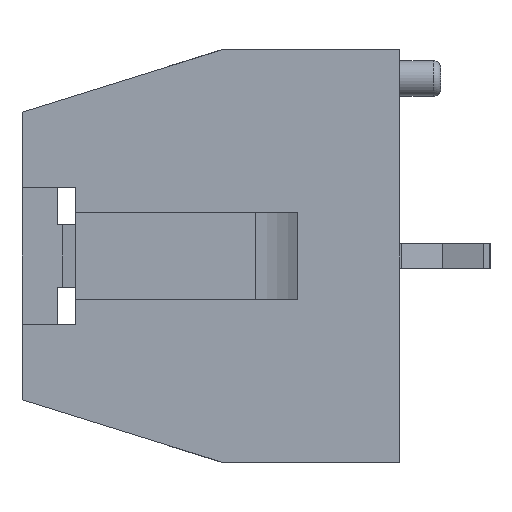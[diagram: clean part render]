
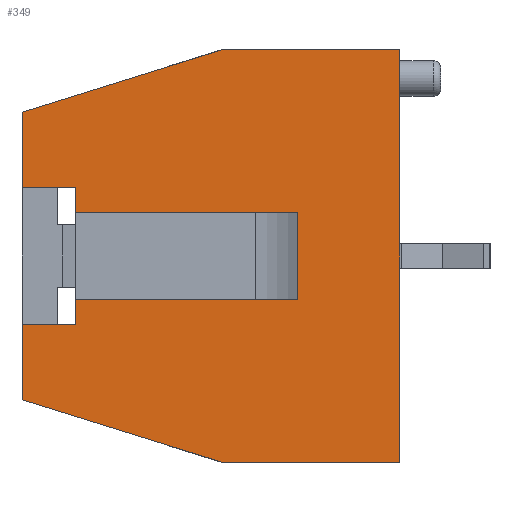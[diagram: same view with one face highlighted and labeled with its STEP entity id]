
A CAD part, left-side view. The second image highlights one B-rep face of the part: STEP entity #349.
In plain terms, the highlighted planar face has unit normal (-1, 0, 0).
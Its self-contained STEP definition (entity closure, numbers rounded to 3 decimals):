
#19 = ORIENTED_EDGE ( 'NONE', *, *, #4924, .F. ) ;
#72 = DIRECTION ( 'NONE',  ( 0., 0., 1. ) ) ;
#199 = DIRECTION ( 'NONE',  ( 0., -1., 0. ) ) ;
#349 = ADVANCED_FACE ( 'NONE', ( #4852 ), #2659, .F. ) ;
#373 = EDGE_CURVE ( 'NONE', #4947, #1257, #4923, .T. ) ;
#416 = CARTESIAN_POINT ( 'NONE',  ( -30., 7.1, -8.25 ) ) ;
#466 = VERTEX_POINT ( 'NONE', #3665 ) ;
#474 = LINE ( 'NONE', #4428, #1789 ) ;
#503 = LINE ( 'NONE', #2120, #1676 ) ;
#640 = EDGE_LOOP ( 'NONE', ( #2896, #1362, #2680, #883, #4551, #19, #4346, #750, #890, #2234, #2863, #1629, #2349, #2554 ) ) ;
#644 = VERTEX_POINT ( 'NONE', #6083 ) ;
#647 = VECTOR ( 'NONE', #5243, 1000. ) ;
#750 = ORIENTED_EDGE ( 'NONE', *, *, #5341, .F. ) ;
#883 = ORIENTED_EDGE ( 'NONE', *, *, #3382, .T. ) ;
#890 = ORIENTED_EDGE ( 'NONE', *, *, #5257, .T. ) ;
#892 = VERTEX_POINT ( 'NONE', #4856 ) ;
#1088 = VECTOR ( 'NONE', #2024, 1000. ) ;
#1190 = LINE ( 'NONE', #5347, #3551 ) ;
#1257 = VERTEX_POINT ( 'NONE', #3358 ) ;
#1338 = EDGE_CURVE ( 'NONE', #644, #1421, #474, .T. ) ;
#1362 = ORIENTED_EDGE ( 'NONE', *, *, #4603, .F. ) ;
#1400 = LINE ( 'NONE', #4077, #2426 ) ;
#1421 = VERTEX_POINT ( 'NONE', #4520 ) ;
#1535 = VERTEX_POINT ( 'NONE', #3663 ) ;
#1539 = AXIS2_PLACEMENT_3D ( 'NONE', #3648, #5966, #4577 ) ;
#1629 = ORIENTED_EDGE ( 'NONE', *, *, #1338, .T. ) ;
#1676 = VECTOR ( 'NONE', #5016, 1000. ) ;
#1723 = CARTESIAN_POINT ( 'NONE',  ( -30., 12.95, 2.75 ) ) ;
#1789 = VECTOR ( 'NONE', #4266, 1000. ) ;
#1823 = DIRECTION ( 'NONE',  ( 0., -1., 0. ) ) ;
#1867 = CARTESIAN_POINT ( 'NONE',  ( -30., 15.1, 8.25 ) ) ;
#1894 = LINE ( 'NONE', #2897, #2942 ) ;
#1896 = DIRECTION ( 'NONE',  ( 0., -1., 0. ) ) ;
#1907 = CARTESIAN_POINT ( 'NONE',  ( -30., 12.95, -2.75 ) ) ;
#1958 = LINE ( 'NONE', #4225, #2853 ) ;
#2024 = DIRECTION ( 'NONE',  ( 0., 0., 1. ) ) ;
#2079 = CARTESIAN_POINT ( 'NONE',  ( -30., 0., 8.25 ) ) ;
#2120 = CARTESIAN_POINT ( 'NONE',  ( -30., 12.95, 1.75 ) ) ;
#2234 = ORIENTED_EDGE ( 'NONE', *, *, #2985, .F. ) ;
#2349 = ORIENTED_EDGE ( 'NONE', *, *, #5206, .F. ) ;
#2426 = VECTOR ( 'NONE', #6041, 1000. ) ;
#2478 = VECTOR ( 'NONE', #1896, 1000. ) ;
#2504 = LINE ( 'NONE', #5504, #4735 ) ;
#2554 = ORIENTED_EDGE ( 'NONE', *, *, #373, .F. ) ;
#2572 = VERTEX_POINT ( 'NONE', #416 ) ;
#2659 = PLANE ( 'NONE',  #1539 ) ;
#2680 = ORIENTED_EDGE ( 'NONE', *, *, #3871, .T. ) ;
#2722 = LINE ( 'NONE', #4875, #5049 ) ;
#2777 = LINE ( 'NONE', #5874, #1088 ) ;
#2783 = VECTOR ( 'NONE', #1823, 1000. ) ;
#2841 = VECTOR ( 'NONE', #4993, 1000. ) ;
#2853 = VECTOR ( 'NONE', #4181, 1000. ) ;
#2863 = ORIENTED_EDGE ( 'NONE', *, *, #5030, .T. ) ;
#2896 = ORIENTED_EDGE ( 'NONE', *, *, #4896, .F. ) ;
#2897 = CARTESIAN_POINT ( 'NONE',  ( -30., 15.1, 8.25 ) ) ;
#2942 = VECTOR ( 'NONE', #72, 1000. ) ;
#2985 = EDGE_CURVE ( 'NONE', #3671, #5577, #2504, .T. ) ;
#3005 = LINE ( 'NONE', #1867, #647 ) ;
#3057 = CARTESIAN_POINT ( 'NONE',  ( -30., 0., 2.75 ) ) ;
#3113 = VERTEX_POINT ( 'NONE', #5589 ) ;
#3143 = CARTESIAN_POINT ( 'NONE',  ( -30., 12.95, 0. ) ) ;
#3358 = CARTESIAN_POINT ( 'NONE',  ( -30., 12.95, -1.75 ) ) ;
#3378 = LINE ( 'NONE', #2079, #3744 ) ;
#3380 = LINE ( 'NONE', #3057, #2478 ) ;
#3382 = EDGE_CURVE ( 'NONE', #2572, #3113, #2722, .T. ) ;
#3551 = VECTOR ( 'NONE', #5807, 1000. ) ;
#3575 = DIRECTION ( 'NONE',  ( 0., 0., 1. ) ) ;
#3648 = CARTESIAN_POINT ( 'NONE',  ( -30., 15.1, 8.25 ) ) ;
#3663 = CARTESIAN_POINT ( 'NONE',  ( -30., 15.1, 2.75 ) ) ;
#3665 = CARTESIAN_POINT ( 'NONE',  ( -30., 15.1, 5.75 ) ) ;
#3671 = VERTEX_POINT ( 'NONE', #5561 ) ;
#3744 = VECTOR ( 'NONE', #5902, 1000. ) ;
#3871 = EDGE_CURVE ( 'NONE', #4150, #2572, #1190, .T. ) ;
#3998 = CARTESIAN_POINT ( 'NONE',  ( -30., 15.1, -2.75 ) ) ;
#4077 = CARTESIAN_POINT ( 'NONE',  ( -30., 15.1, 5.75 ) ) ;
#4138 = EDGE_CURVE ( 'NONE', #892, #466, #1400, .T. ) ;
#4150 = VERTEX_POINT ( 'NONE', #5547 ) ;
#4181 = DIRECTION ( 'NONE',  ( 0., -1., 0. ) ) ;
#4225 = CARTESIAN_POINT ( 'NONE',  ( -30., 12.95, -1.75 ) ) ;
#4266 = DIRECTION ( 'NONE',  ( 0., 0., -1. ) ) ;
#4346 = ORIENTED_EDGE ( 'NONE', *, *, #4138, .T. ) ;
#4426 = VERTEX_POINT ( 'NONE', #5289 ) ;
#4428 = CARTESIAN_POINT ( 'NONE',  ( -30., 4.1, 0. ) ) ;
#4520 = CARTESIAN_POINT ( 'NONE',  ( -30., 4.1, -1.75 ) ) ;
#4551 = ORIENTED_EDGE ( 'NONE', *, *, #6003, .T. ) ;
#4577 = DIRECTION ( 'NONE',  ( 0., 0., -1. ) ) ;
#4603 = EDGE_CURVE ( 'NONE', #4150, #6014, #1894, .T. ) ;
#4735 = VECTOR ( 'NONE', #3575, 1000. ) ;
#4852 = FACE_OUTER_BOUND ( 'NONE', #640, .T. ) ;
#4856 = CARTESIAN_POINT ( 'NONE',  ( -30., 7.1, 8.25 ) ) ;
#4875 = CARTESIAN_POINT ( 'NONE',  ( -30., 15.1, -8.25 ) ) ;
#4896 = EDGE_CURVE ( 'NONE', #6014, #4947, #5180, .T. ) ;
#4923 = LINE ( 'NONE', #3143, #2841 ) ;
#4924 = EDGE_CURVE ( 'NONE', #892, #4426, #3005, .T. ) ;
#4947 = VERTEX_POINT ( 'NONE', #1907 ) ;
#4993 = DIRECTION ( 'NONE',  ( 0., 0., 1. ) ) ;
#5016 = DIRECTION ( 'NONE',  ( 0., -1., 0. ) ) ;
#5030 = EDGE_CURVE ( 'NONE', #3671, #644, #503, .T. ) ;
#5049 = VECTOR ( 'NONE', #199, 1000. ) ;
#5180 = LINE ( 'NONE', #5672, #2783 ) ;
#5206 = EDGE_CURVE ( 'NONE', #1257, #1421, #1958, .T. ) ;
#5243 = DIRECTION ( 'NONE',  ( 0., -1., 0. ) ) ;
#5257 = EDGE_CURVE ( 'NONE', #1535, #5577, #3380, .T. ) ;
#5289 = CARTESIAN_POINT ( 'NONE',  ( -30., 0., 8.25 ) ) ;
#5341 = EDGE_CURVE ( 'NONE', #1535, #466, #2777, .T. ) ;
#5347 = CARTESIAN_POINT ( 'NONE',  ( -30., 15.1, -5.75 ) ) ;
#5504 = CARTESIAN_POINT ( 'NONE',  ( -30., 12.95, 0. ) ) ;
#5547 = CARTESIAN_POINT ( 'NONE',  ( -30., 15.1, -5.75 ) ) ;
#5561 = CARTESIAN_POINT ( 'NONE',  ( -30., 12.95, 1.75 ) ) ;
#5577 = VERTEX_POINT ( 'NONE', #1723 ) ;
#5589 = CARTESIAN_POINT ( 'NONE',  ( -30., 0., -8.25 ) ) ;
#5672 = CARTESIAN_POINT ( 'NONE',  ( -30., 0., -2.75 ) ) ;
#5807 = DIRECTION ( 'NONE',  ( 0., -0.954, -0.298 ) ) ;
#5874 = CARTESIAN_POINT ( 'NONE',  ( -30., 15.1, 8.25 ) ) ;
#5902 = DIRECTION ( 'NONE',  ( 0., 0., 1. ) ) ;
#5966 = DIRECTION ( 'NONE',  ( 1., 0., 0. ) ) ;
#6003 = EDGE_CURVE ( 'NONE', #3113, #4426, #3378, .T. ) ;
#6014 = VERTEX_POINT ( 'NONE', #3998 ) ;
#6041 = DIRECTION ( 'NONE',  ( 0., 0.954, -0.298 ) ) ;
#6083 = CARTESIAN_POINT ( 'NONE',  ( -30., 4.1, 1.75 ) ) ;
